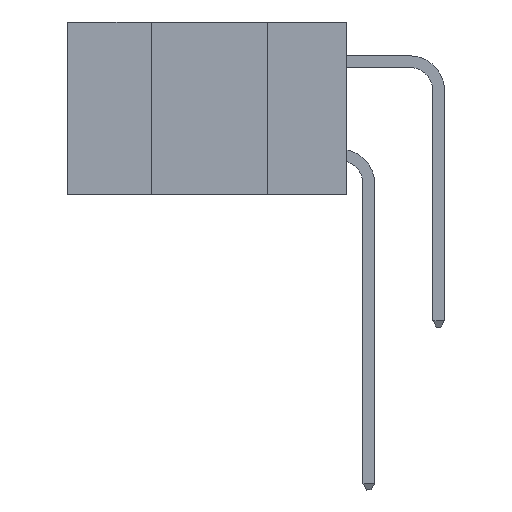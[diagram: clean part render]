
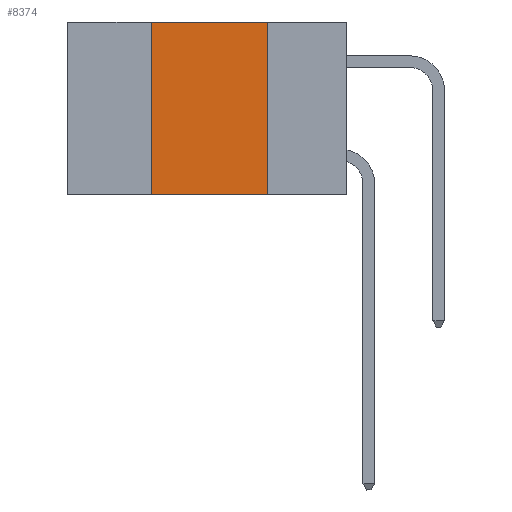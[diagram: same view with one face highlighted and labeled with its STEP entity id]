
A CAD part, left-side view. The second image highlights one B-rep face of the part: STEP entity #8374.
In plain terms, the highlighted planar face has unit normal (-1, 0, 0).
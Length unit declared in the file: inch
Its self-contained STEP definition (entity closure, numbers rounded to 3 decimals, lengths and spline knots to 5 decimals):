
#16 = CARTESIAN_POINT ( 'NONE',  ( 0., 0.6, 0. ) ) ;
#1632 = VERTEX_POINT ( 'NONE', #18383 ) ;
#2099 = DIRECTION ( 'NONE',  ( 0., 0., -1. ) ) ;
#2666 = CARTESIAN_POINT ( 'NONE',  ( 0., 0.17, 0. ) ) ;
#3047 = EDGE_CURVE ( 'NONE', #16983, #20003, #8800, .T. ) ;
#3692 = DIRECTION ( 'NONE',  ( 0., -1., 0. ) ) ;
#4448 = DIRECTION ( 'NONE',  ( 0., 0., -1. ) ) ;
#4738 = LINE ( 'NONE', #5748, #19077 ) ;
#5584 = ORIENTED_EDGE ( 'NONE', *, *, #17245, .T. ) ;
#5748 = CARTESIAN_POINT ( 'NONE',  ( 0., 0.6, 0. ) ) ;
#6632 = EDGE_CURVE ( 'NONE', #1632, #20322, #12455, .T. ) ;
#7593 = VECTOR ( 'NONE', #24222, 39.37008 ) ;
#8374 = ADVANCED_FACE ( 'NONE', ( #18381 ), #18117, .F. ) ;
#8800 = LINE ( 'NONE', #22652, #18671 ) ;
#9307 = EDGE_CURVE ( 'NONE', #20003, #1632, #4738, .T. ) ;
#9409 = CARTESIAN_POINT ( 'NONE',  ( 0., 0.17, -0.37 ) ) ;
#9572 = VECTOR ( 'NONE', #4448, 39.37008 ) ;
#10147 = DIRECTION ( 'NONE',  ( 1., 0., 0. ) ) ;
#11053 = CARTESIAN_POINT ( 'NONE',  ( 0., 0.42, -0.37 ) ) ;
#11385 = AXIS2_PLACEMENT_3D ( 'NONE', #16, #10147, #2099 ) ;
#12455 = LINE ( 'NONE', #2666, #9572 ) ;
#13012 = LINE ( 'NONE', #18107, #7593 ) ;
#14860 = CARTESIAN_POINT ( 'NONE',  ( 0., 0.42, 0. ) ) ;
#16983 = VERTEX_POINT ( 'NONE', #11053 ) ;
#17245 = EDGE_CURVE ( 'NONE', #16983, #20322, #13012, .T. ) ;
#18107 = CARTESIAN_POINT ( 'NONE',  ( 0., 0.6, -0.37 ) ) ;
#18117 = PLANE ( 'NONE',  #11385 ) ;
#18381 = FACE_OUTER_BOUND ( 'NONE', #23925, .T. ) ;
#18383 = CARTESIAN_POINT ( 'NONE',  ( 0., 0.17, 0. ) ) ;
#18671 = VECTOR ( 'NONE', #18761, 39.37008 ) ;
#18761 = DIRECTION ( 'NONE',  ( 0., 0., 1. ) ) ;
#19077 = VECTOR ( 'NONE', #3692, 39.37008 ) ;
#19999 = ORIENTED_EDGE ( 'NONE', *, *, #9307, .F. ) ;
#20003 = VERTEX_POINT ( 'NONE', #14860 ) ;
#20322 = VERTEX_POINT ( 'NONE', #9409 ) ;
#21572 = ORIENTED_EDGE ( 'NONE', *, *, #6632, .F. ) ;
#22652 = CARTESIAN_POINT ( 'NONE',  ( 0., 0.42, 0. ) ) ;
#23925 = EDGE_LOOP ( 'NONE', ( #21572, #19999, #24989, #5584 ) ) ;
#24222 = DIRECTION ( 'NONE',  ( 0., -1., 0. ) ) ;
#24989 = ORIENTED_EDGE ( 'NONE', *, *, #3047, .F. ) ;
